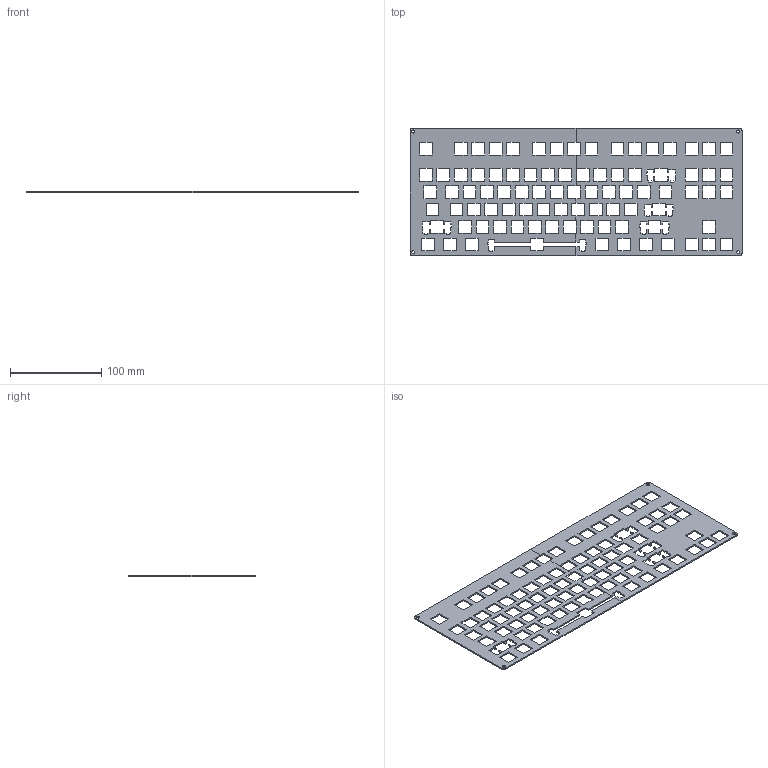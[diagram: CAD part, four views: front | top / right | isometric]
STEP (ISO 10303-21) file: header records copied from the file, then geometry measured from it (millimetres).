
FILE_DESCRIPTION (( 'STEP AP214' ), '1' );
FILE_NAME ('Plate STEP.STEP', '2025-06-12T20:45:58', ( '' ), ( '' ), 'SwSTEP 2.0', 'SolidWorks 2024', '' );
FILE_SCHEMA (( 'AUTOMOTIVE_DESIGN' ));
Length unit declared in the file: millimetre
Products named in the file (1): Plate STEP
Bounding box: 363.09 x 139.88 x 1.5 mm (x, y, z)
Volume: 48569.2 mm3; surface area: 74638.4 mm2
Topology: 2 solids, 2 shells, 552 faces, 1644 edges, 1096 vertices
Faces by surface type: plane 540, cylinder 12
Entity records: 18528 total; most frequent: CARTESIAN_POINT 3293, ORIENTED_EDGE 3288, DIRECTION 2774, EDGE_CURVE 1644, VECTOR 1620, LINE 1620, VERTEX_POINT 1096, EDGE_LOOP 724
